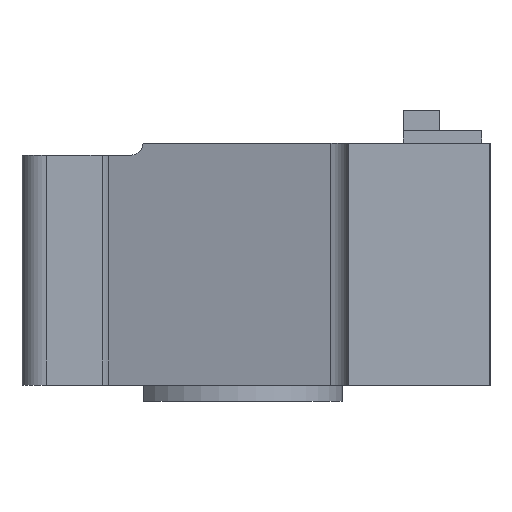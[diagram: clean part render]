
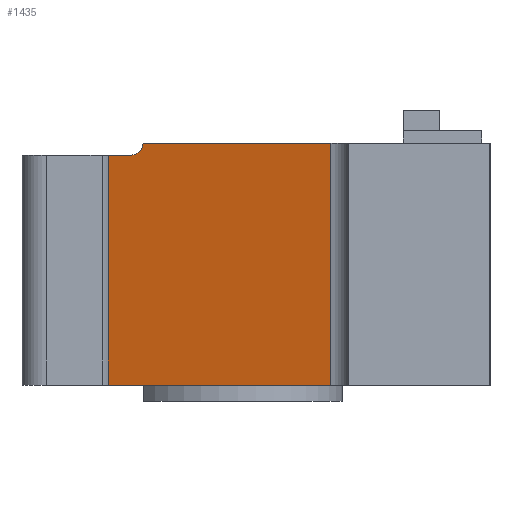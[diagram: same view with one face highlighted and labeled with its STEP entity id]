
A CAD part, left-side view. The second image highlights one B-rep face of the part: STEP entity #1435.
In plain terms, the highlighted planar face has unit normal (-0.966, 0.259, 0).
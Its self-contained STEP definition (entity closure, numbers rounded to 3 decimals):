
#20=ELLIPSE('',#1559,3.106,3.);
#154=FACE_OUTER_BOUND('',#233,.T.);
#233=EDGE_LOOP('',(#1094,#1095,#1096,#1097,#1098,#1099));
#329=LINE('',#2189,#472);
#362=LINE('',#2330,#505);
#363=LINE('',#2332,#506);
#364=LINE('',#2334,#507);
#365=LINE('',#2335,#508);
#472=VECTOR('',#1738,48.195);
#505=VECTOR('',#1835,5.764);
#506=VECTOR('',#1836,57.);
#507=VECTOR('',#1837,57.064);
#508=VECTOR('',#1838,60.);
#615=VERTEX_POINT('',#2186);
#616=VERTEX_POINT('',#2188);
#655=VERTEX_POINT('',#2307);
#659=VERTEX_POINT('',#2329);
#660=VERTEX_POINT('',#2331);
#661=VERTEX_POINT('',#2333);
#772=EDGE_CURVE('',#615,#616,#329,.T.);
#823=EDGE_CURVE('',#615,#655,#20,.F.);
#828=EDGE_CURVE('',#655,#659,#362,.T.);
#829=EDGE_CURVE('',#660,#659,#363,.T.);
#830=EDGE_CURVE('',#660,#661,#364,.T.);
#831=EDGE_CURVE('',#661,#616,#365,.T.);
#1094=ORIENTED_EDGE('',*,*,#823,.T.);
#1095=ORIENTED_EDGE('',*,*,#828,.T.);
#1096=ORIENTED_EDGE('',*,*,#829,.F.);
#1097=ORIENTED_EDGE('',*,*,#830,.T.);
#1098=ORIENTED_EDGE('',*,*,#831,.T.);
#1099=ORIENTED_EDGE('',*,*,#772,.F.);
#1384=PLANE('',#1560);
#1435=ADVANCED_FACE('',(#154),#1384,.T.);
#1559=AXIS2_PLACEMENT_3D('',#2308,#1829,#1830);
#1560=AXIS2_PLACEMENT_3D('',#2328,#1833,#1834);
#1738=DIRECTION('',(-0.259,-0.966,0.));
#1829=DIRECTION('center_axis',(-0.966,0.259,0.));
#1830=DIRECTION('ref_axis',(-0.259,-0.966,0.));
#1833=DIRECTION('center_axis',(-0.966,0.259,0.));
#1834=DIRECTION('ref_axis',(0.,0.,1.));
#1835=DIRECTION('',(0.259,0.966,0.));
#1836=DIRECTION('',(0.,0.,1.));
#1837=DIRECTION('',(-0.259,-0.966,0.));
#1838=DIRECTION('',(0.,0.,1.));
#2186=CARTESIAN_POINT('',(24.5,86.,0.));
#2188=CARTESIAN_POINT('',(12.026,39.447,0.));
#2189=CARTESIAN_POINT('',(24.5,86.,0.));
#2307=CARTESIAN_POINT('',(25.304,89.,-3.));
#2308=CARTESIAN_POINT('Origin',(25.304,89.,0.));
#2328=CARTESIAN_POINT('Origin',(10.835,35.,0.));
#2329=CARTESIAN_POINT('',(26.796,94.567,-3.));
#2330=CARTESIAN_POINT('',(25.304,89.,-3.));
#2331=CARTESIAN_POINT('',(26.796,94.567,-60.));
#2332=CARTESIAN_POINT('',(26.796,94.567,-60.));
#2333=CARTESIAN_POINT('',(12.026,39.447,-60.));
#2334=CARTESIAN_POINT('',(26.796,94.567,-60.));
#2335=CARTESIAN_POINT('',(12.026,39.447,-60.));
